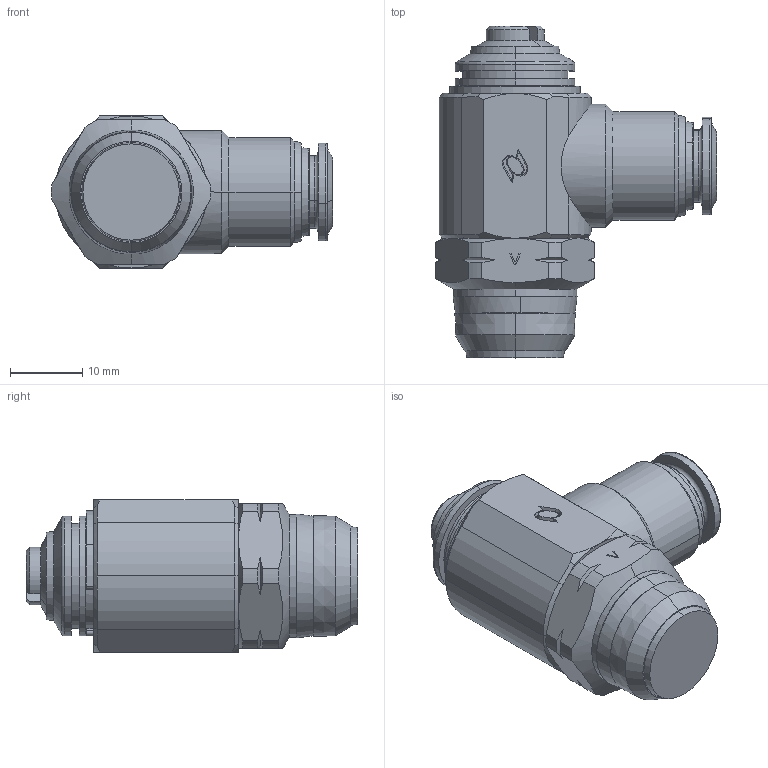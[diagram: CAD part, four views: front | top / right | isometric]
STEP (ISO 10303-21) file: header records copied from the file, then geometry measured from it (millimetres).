
FILE_DESCRIPTION (( 'STEP AP214' ), '1' );
FILE_NAME ('5791000016A.step', '2012-10-22T17:40:47', ( '' ), ( '' ), 'SwSTEP 2.0', 'SolidWorks 2012', '' );
FILE_SCHEMA (( 'AUTOMOTIVE_DESIGN' ));
Length unit declared in the file: millimetre
Products named in the file (1): 5791000016A
Bounding box: 38.79 x 45.81 x 21 mm (x, y, z)
Volume: 15745.3 mm3; surface area: 4412.7 mm2
Topology: 1 solids, 1 shells, 203 faces, 500 edges, 315 vertices
Faces by surface type: cone 76, plane 71, cylinder 46, torus 8, bspline 2
Entity records: 7380 total; most frequent: CARTESIAN_POINT 1469, DIRECTION 1015, ORIENTED_EDGE 1000, EDGE_CURVE 500, AXIS2_PLACEMENT_3D 403, VERTEX_POINT 315, EDGE_LOOP 219, VECTOR 209
